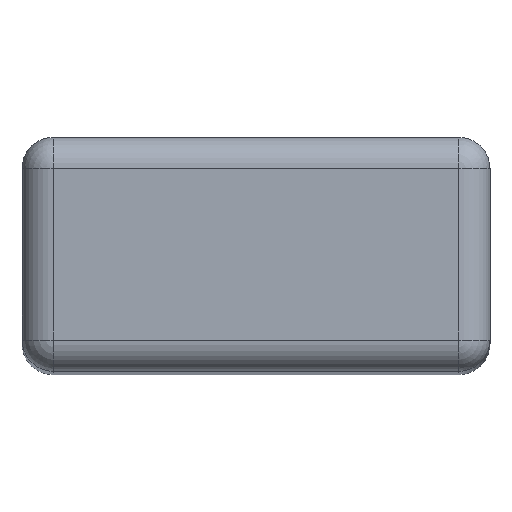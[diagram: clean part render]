
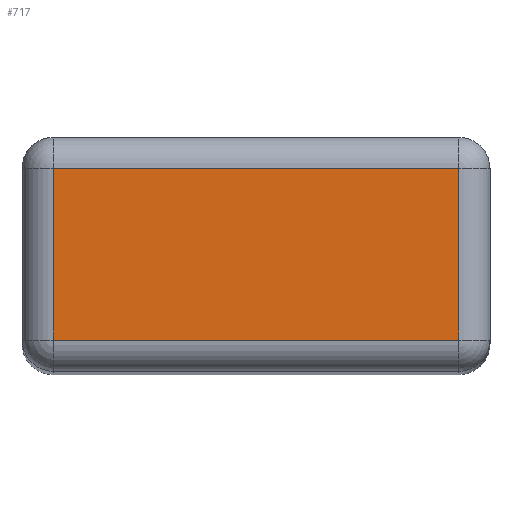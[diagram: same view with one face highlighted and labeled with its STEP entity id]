
A CAD part, top view. The second image highlights one B-rep face of the part: STEP entity #717.
In plain terms, the highlighted planar face has unit normal (0, 0, 1).
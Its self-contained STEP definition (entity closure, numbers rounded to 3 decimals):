
#72 = CYLINDRICAL_SURFACE('',#73,2.);
#73 = AXIS2_PLACEMENT_3D('',#74,#75,#76);
#74 = CARTESIAN_POINT('',(-13.,-7.5,124.));
#75 = DIRECTION('',(0.,1.,0.));
#76 = DIRECTION('',(-1.,0.,0.));
#313 = VERTEX_POINT('',#314);
#314 = CARTESIAN_POINT('',(-13.,-5.5,126.));
#336 = EDGE_CURVE('',#313,#337,#339,.T.);
#337 = VERTEX_POINT('',#338);
#338 = CARTESIAN_POINT('',(-13.,5.5,126.));
#339 = SURFACE_CURVE('',#340,(#344,#351),.PCURVE_S1.);
#340 = LINE('',#341,#342);
#341 = CARTESIAN_POINT('',(-13.,-7.5,126.));
#342 = VECTOR('',#343,1.);
#343 = DIRECTION('',(0.,1.,0.));
#344 = PCURVE('',#72,#345);
#345 = DEFINITIONAL_REPRESENTATION('',(#346),#350);
#346 = LINE('',#347,#348);
#347 = CARTESIAN_POINT('',(1.571,0.));
#348 = VECTOR('',#349,1.);
#349 = DIRECTION('',(0.,1.));
#350 = ( GEOMETRIC_REPRESENTATION_CONTEXT(2) 
PARAMETRIC_REPRESENTATION_CONTEXT() REPRESENTATION_CONTEXT('2D SPACE',''
  ) );
#351 = PCURVE('',#352,#357);
#352 = PLANE('',#353);
#353 = AXIS2_PLACEMENT_3D('',#354,#355,#356);
#354 = CARTESIAN_POINT('',(0.,0.,126.));
#355 = DIRECTION('',(0.,0.,1.));
#356 = DIRECTION('',(1.,0.,0.));
#357 = DEFINITIONAL_REPRESENTATION('',(#358),#362);
#358 = LINE('',#359,#360);
#359 = CARTESIAN_POINT('',(-13.,-7.5));
#360 = VECTOR('',#361,1.);
#361 = DIRECTION('',(0.,1.));
#362 = ( GEOMETRIC_REPRESENTATION_CONTEXT(2) 
PARAMETRIC_REPRESENTATION_CONTEXT() REPRESENTATION_CONTEXT('2D SPACE',''
  ) );
#521 = CYLINDRICAL_SURFACE('',#522,2.);
#522 = AXIS2_PLACEMENT_3D('',#523,#524,#525);
#523 = CARTESIAN_POINT('',(-15.,-5.5,124.));
#524 = DIRECTION('',(1.,0.,0.));
#525 = DIRECTION('',(0.,-1.,0.));
#717 = ADVANCED_FACE('',(#718),#352,.T.);
#718 = FACE_BOUND('',#719,.T.);
#719 = EDGE_LOOP('',(#720,#721,#744,#772));
#720 = ORIENTED_EDGE('',*,*,#336,.F.);
#721 = ORIENTED_EDGE('',*,*,#722,.T.);
#722 = EDGE_CURVE('',#313,#723,#725,.T.);
#723 = VERTEX_POINT('',#724);
#724 = CARTESIAN_POINT('',(13.,-5.5,126.));
#725 = SURFACE_CURVE('',#726,(#730,#737),.PCURVE_S1.);
#726 = LINE('',#727,#728);
#727 = CARTESIAN_POINT('',(-15.,-5.5,126.));
#728 = VECTOR('',#729,1.);
#729 = DIRECTION('',(1.,0.,0.));
#730 = PCURVE('',#352,#731);
#731 = DEFINITIONAL_REPRESENTATION('',(#732),#736);
#732 = LINE('',#733,#734);
#733 = CARTESIAN_POINT('',(-15.,-5.5));
#734 = VECTOR('',#735,1.);
#735 = DIRECTION('',(1.,0.));
#736 = ( GEOMETRIC_REPRESENTATION_CONTEXT(2) 
PARAMETRIC_REPRESENTATION_CONTEXT() REPRESENTATION_CONTEXT('2D SPACE',''
  ) );
#737 = PCURVE('',#521,#738);
#738 = DEFINITIONAL_REPRESENTATION('',(#739),#743);
#739 = LINE('',#740,#741);
#740 = CARTESIAN_POINT('',(-1.571,0.));
#741 = VECTOR('',#742,1.);
#742 = DIRECTION('',(-0.,1.));
#743 = ( GEOMETRIC_REPRESENTATION_CONTEXT(2) 
PARAMETRIC_REPRESENTATION_CONTEXT() REPRESENTATION_CONTEXT('2D SPACE',''
  ) );
#744 = ORIENTED_EDGE('',*,*,#745,.T.);
#745 = EDGE_CURVE('',#723,#746,#748,.T.);
#746 = VERTEX_POINT('',#747);
#747 = CARTESIAN_POINT('',(13.,5.5,126.));
#748 = SURFACE_CURVE('',#749,(#753,#760),.PCURVE_S1.);
#749 = LINE('',#750,#751);
#750 = CARTESIAN_POINT('',(13.,-7.5,126.));
#751 = VECTOR('',#752,1.);
#752 = DIRECTION('',(0.,1.,0.));
#753 = PCURVE('',#352,#754);
#754 = DEFINITIONAL_REPRESENTATION('',(#755),#759);
#755 = LINE('',#756,#757);
#756 = CARTESIAN_POINT('',(13.,-7.5));
#757 = VECTOR('',#758,1.);
#758 = DIRECTION('',(0.,1.));
#759 = ( GEOMETRIC_REPRESENTATION_CONTEXT(2) 
PARAMETRIC_REPRESENTATION_CONTEXT() REPRESENTATION_CONTEXT('2D SPACE',''
  ) );
#760 = PCURVE('',#761,#766);
#761 = CYLINDRICAL_SURFACE('',#762,2.);
#762 = AXIS2_PLACEMENT_3D('',#763,#764,#765);
#763 = CARTESIAN_POINT('',(13.,-7.5,124.));
#764 = DIRECTION('',(0.,1.,0.));
#765 = DIRECTION('',(1.,0.,0.));
#766 = DEFINITIONAL_REPRESENTATION('',(#767),#771);
#767 = LINE('',#768,#769);
#768 = CARTESIAN_POINT('',(-1.571,0.));
#769 = VECTOR('',#770,1.);
#770 = DIRECTION('',(-0.,1.));
#771 = ( GEOMETRIC_REPRESENTATION_CONTEXT(2) 
PARAMETRIC_REPRESENTATION_CONTEXT() REPRESENTATION_CONTEXT('2D SPACE',''
  ) );
#772 = ORIENTED_EDGE('',*,*,#773,.F.);
#773 = EDGE_CURVE('',#337,#746,#774,.T.);
#774 = SURFACE_CURVE('',#775,(#779,#786),.PCURVE_S1.);
#775 = LINE('',#776,#777);
#776 = CARTESIAN_POINT('',(-15.,5.5,126.));
#777 = VECTOR('',#778,1.);
#778 = DIRECTION('',(1.,0.,0.));
#779 = PCURVE('',#352,#780);
#780 = DEFINITIONAL_REPRESENTATION('',(#781),#785);
#781 = LINE('',#782,#783);
#782 = CARTESIAN_POINT('',(-15.,5.5));
#783 = VECTOR('',#784,1.);
#784 = DIRECTION('',(1.,0.));
#785 = ( GEOMETRIC_REPRESENTATION_CONTEXT(2) 
PARAMETRIC_REPRESENTATION_CONTEXT() REPRESENTATION_CONTEXT('2D SPACE',''
  ) );
#786 = PCURVE('',#787,#792);
#787 = CYLINDRICAL_SURFACE('',#788,2.);
#788 = AXIS2_PLACEMENT_3D('',#789,#790,#791);
#789 = CARTESIAN_POINT('',(-15.,5.5,124.));
#790 = DIRECTION('',(1.,0.,0.));
#791 = DIRECTION('',(0.,1.,0.));
#792 = DEFINITIONAL_REPRESENTATION('',(#793),#797);
#793 = LINE('',#794,#795);
#794 = CARTESIAN_POINT('',(1.571,0.));
#795 = VECTOR('',#796,1.);
#796 = DIRECTION('',(0.,1.));
#797 = ( GEOMETRIC_REPRESENTATION_CONTEXT(2) 
PARAMETRIC_REPRESENTATION_CONTEXT() REPRESENTATION_CONTEXT('2D SPACE',''
  ) );
